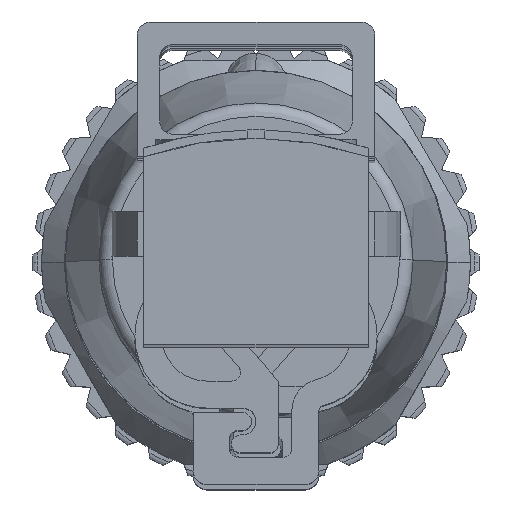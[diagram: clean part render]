
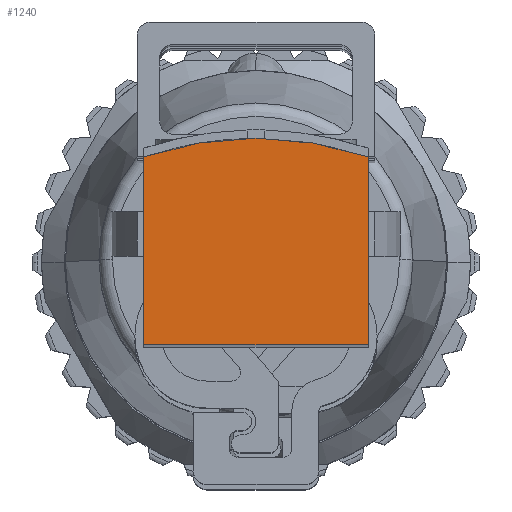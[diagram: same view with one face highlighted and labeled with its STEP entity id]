
A CAD part, top view. The second image highlights one B-rep face of the part: STEP entity #1240.
In plain terms, the highlighted planar face has unit normal (0, 0, 1).
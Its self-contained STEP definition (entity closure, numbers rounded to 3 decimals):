
#1157=AXIS2_PLACEMENT_3D('Circle Axis2P3D',#1155,#1156,$) ;
#1227=AXIS2_PLACEMENT_3D('Plane Axis2P3D',#1224,#1225,#1226) ;
#347=CARTESIAN_POINT('Vertex',(2.5,2.083,31.8)) ;
#350=CARTESIAN_POINT('Line Origine',(2.5,-0.009,31.8)) ;
#354=CARTESIAN_POINT('Vertex',(2.5,-2.1,31.8)) ;
#476=CARTESIAN_POINT('Vertex',(-2.5,-2.1,31.8)) ;
#479=CARTESIAN_POINT('Line Origine',(-2.5,-0.009,31.8)) ;
#483=CARTESIAN_POINT('Vertex',(-2.5,2.083,31.8)) ;
#1155=CARTESIAN_POINT('Axis2P3D Location',(0.,-5.2,31.8)) ;
#1224=CARTESIAN_POINT('Axis2P3D Location',(0.,-5.2,31.8)) ;
#1229=CARTESIAN_POINT('Line Origine',(0.,-2.1,31.8)) ;
#351=DIRECTION('Vector Direction',(0.,1.,0.)) ;
#480=DIRECTION('Vector Direction',(0.,-1.,0.)) ;
#1156=DIRECTION('Axis2P3D Direction',(0.,0.,1.)) ;
#1225=DIRECTION('Axis2P3D Direction',(0.,0.,1.)) ;
#1226=DIRECTION('Axis2P3D XDirection',(1.,0.,-0.)) ;
#1230=DIRECTION('Vector Direction',(1.,0.,0.)) ;
#352=VECTOR('Line Direction',#351,1.) ;
#481=VECTOR('Line Direction',#480,1.) ;
#1231=VECTOR('Line Direction',#1230,1.) ;
#1235=ORIENTED_EDGE('',*,*,#1159,.T.) ;
#1236=ORIENTED_EDGE('',*,*,#485,.T.) ;
#1237=ORIENTED_EDGE('',*,*,#1233,.T.) ;
#1238=ORIENTED_EDGE('',*,*,#356,.T.) ;
#1240=ADVANCED_FACE('NAUO1',(#1239),#1228,.T.) ;
#1158=CIRCLE('generated circle',#1157,7.7) ;
#356=EDGE_CURVE('',#355,#348,#353,.T.) ;
#485=EDGE_CURVE('',#484,#477,#482,.T.) ;
#1159=EDGE_CURVE('',#348,#484,#1158,.T.) ;
#1233=EDGE_CURVE('',#477,#355,#1232,.T.) ;
#1234=EDGE_LOOP('',(#1235,#1236,#1237,#1238)) ;
#1239=FACE_OUTER_BOUND('',#1234,.T.) ;
#353=LINE('Line',#350,#352) ;
#482=LINE('Line',#479,#481) ;
#1232=LINE('Line',#1229,#1231) ;
#1228=PLANE('Plane',#1227) ;
#348=VERTEX_POINT('',#347) ;
#355=VERTEX_POINT('',#354) ;
#477=VERTEX_POINT('',#476) ;
#484=VERTEX_POINT('',#483) ;
